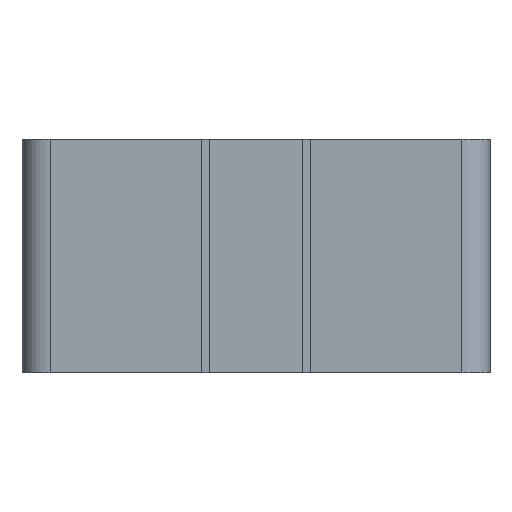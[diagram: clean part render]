
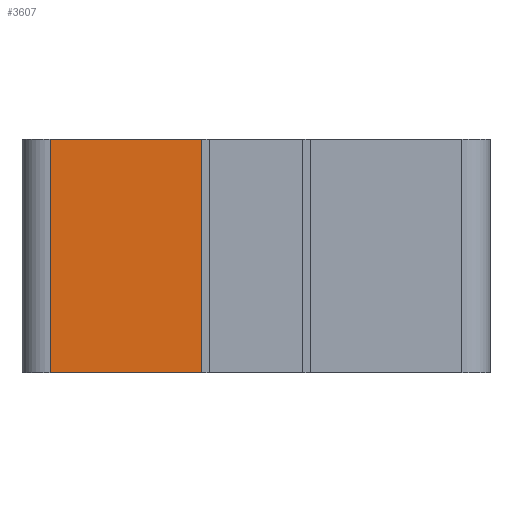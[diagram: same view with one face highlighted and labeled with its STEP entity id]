
A CAD part, left-side view. The second image highlights one B-rep face of the part: STEP entity #3607.
In plain terms, the highlighted planar face has unit normal (-1, 0, 0).
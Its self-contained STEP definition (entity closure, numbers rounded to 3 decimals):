
#276 = DIRECTION ( 'NONE',  ( 0., -1., 0. ) ) ;
#840 = DIRECTION ( 'NONE',  ( -1., 0., 0. ) ) ;
#980 = CARTESIAN_POINT ( 'NONE',  ( -50., 22., 0. ) ) ;
#1481 = EDGE_CURVE ( 'NONE', #7996, #4227, #5051, .T. ) ;
#1538 = EDGE_CURVE ( 'NONE', #3040, #7996, #4608, .T. ) ;
#1617 = EDGE_CURVE ( 'NONE', #3040, #8521, #6560, .T. ) ;
#1727 = VECTOR ( 'NONE', #3936, 1000. ) ;
#1853 = ORIENTED_EDGE ( 'NONE', *, *, #1481, .T. ) ;
#1891 = ORIENTED_EDGE ( 'NONE', *, *, #1617, .F. ) ;
#2237 = VECTOR ( 'NONE', #3492, 1000. ) ;
#2300 = CARTESIAN_POINT ( 'NONE',  ( -50., 5.8, 25. ) ) ;
#2448 = CARTESIAN_POINT ( 'NONE',  ( -50., 5.8, 0. ) ) ;
#2567 = DIRECTION ( 'NONE',  ( 0., 1., 0. ) ) ;
#2624 = CARTESIAN_POINT ( 'NONE',  ( -50., 5.8, 25. ) ) ;
#2767 = CARTESIAN_POINT ( 'NONE',  ( -50., 5.8, 0. ) ) ;
#3020 = CARTESIAN_POINT ( 'NONE',  ( -50., 5.8, 25. ) ) ;
#3040 = VERTEX_POINT ( 'NONE', #3020 ) ;
#3178 = DIRECTION ( 'NONE',  ( 0., 0., -1. ) ) ;
#3492 = DIRECTION ( 'NONE',  ( 0., 0., -1. ) ) ;
#3578 = FACE_OUTER_BOUND ( 'NONE', #4597, .T. ) ;
#3607 = ADVANCED_FACE ( 'NONE', ( #3578 ), #4257, .T. ) ;
#3936 = DIRECTION ( 'NONE',  ( 0., 1., 0. ) ) ;
#4227 = VERTEX_POINT ( 'NONE', #980 ) ;
#4257 = PLANE ( 'NONE',  #6589 ) ;
#4597 = EDGE_LOOP ( 'NONE', ( #6647, #1891, #7590, #1853 ) ) ;
#4608 = LINE ( 'NONE', #7480, #8074 ) ;
#5051 = LINE ( 'NONE', #7988, #7307 ) ;
#5176 = LINE ( 'NONE', #2448, #1727 ) ;
#6059 = CARTESIAN_POINT ( 'NONE',  ( -50., 22., 25. ) ) ;
#6560 = LINE ( 'NONE', #2624, #2237 ) ;
#6589 = AXIS2_PLACEMENT_3D ( 'NONE', #2300, #840, #276 ) ;
#6647 = ORIENTED_EDGE ( 'NONE', *, *, #7905, .F. ) ;
#7307 = VECTOR ( 'NONE', #3178, 1000. ) ;
#7480 = CARTESIAN_POINT ( 'NONE',  ( -50., 5.8, 25. ) ) ;
#7590 = ORIENTED_EDGE ( 'NONE', *, *, #1538, .T. ) ;
#7905 = EDGE_CURVE ( 'NONE', #8521, #4227, #5176, .T. ) ;
#7988 = CARTESIAN_POINT ( 'NONE',  ( -50., 22., 25. ) ) ;
#7996 = VERTEX_POINT ( 'NONE', #6059 ) ;
#8074 = VECTOR ( 'NONE', #2567, 1000. ) ;
#8521 = VERTEX_POINT ( 'NONE', #2767 ) ;
